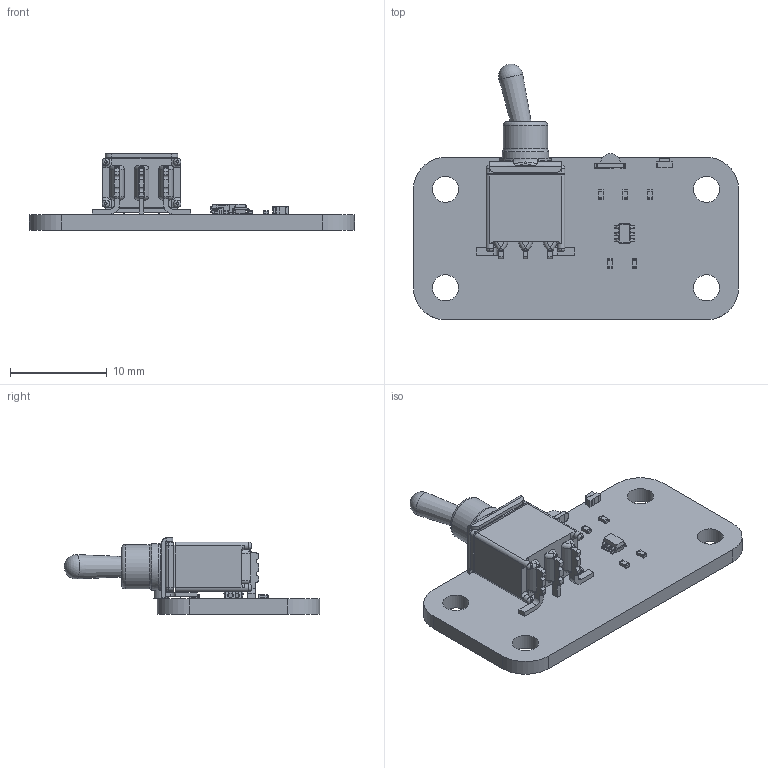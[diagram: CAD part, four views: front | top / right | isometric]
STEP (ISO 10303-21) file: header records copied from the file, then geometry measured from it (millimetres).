
FILE_DESCRIPTION(('KiCad electronic assembly'),'2;1');
FILE_NAME('power_switch.step','2024-08-01T13:22:05',('Pcbnew'),('Kicad') ,'Open CASCADE STEP processor 7.8','KiCad to STEP converter','Unknown' );
FILE_SCHEMA(('AUTOMOTIVE_DESIGN { 1 0 10303 214 1 1 1 1 }'));
Length unit declared in the file: millimetre
Products named in the file (12): power_switch 1; R_0402_1005Metric; SOT-363_SC-70-6; SOT_363_SC_70_6; ET01MD1SAPE; Download_STEP_155060xx75300 (rev1); 155060xx75300; Download_STP_WL-SBSW-1204 (rev1); 155312xx73200; power_switch_PCB
Assembly tree (15 placements, depth 3):
  power_switch 1
    R_0402_1005Metric  x5
      R_0402_1005Metric
    SOT-363_SC-70-6
      SOT_363_SC_70_6
    ET01MD1SAPE
      ET01MD1SAPE
    Download_STEP_155060xx75300 (rev1)
      155060xx75300
    Download_STP_WL-SBSW-1204 (rev1)
      155312xx73200
    power_switch_PCB
Bounding box: 33.53 x 26.37 x 7.9 mm (x, y, z)
Volume: 1184.5 mm3; surface area: 2304.5 mm2
Topology: 21 solids, 21 shells, 1043 faces, 2848 edges, 1833 vertices
Faces by surface type: plane 603, cylinder 316, bspline 72, torus 27, sphere 21, cone 4
Full cylindrical faces by diameter (mm): 0.762 x4, 1.295 x1, 2.7 x4, 3.226 x1, 4.572 x1, 4.801 x1
Entity records: 32714 total; most frequent: CARTESIAN_POINT 7694, ORIENTED_EDGE 5144, DIRECTION 4802, EDGE_CURVE 2572, LINE 1658, VECTOR 1658, VERTEX_POINT 1657, AXIS2_PLACEMENT_3D 1572
